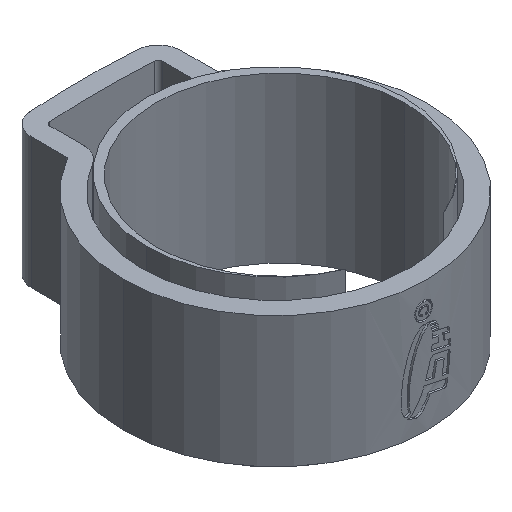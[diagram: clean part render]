
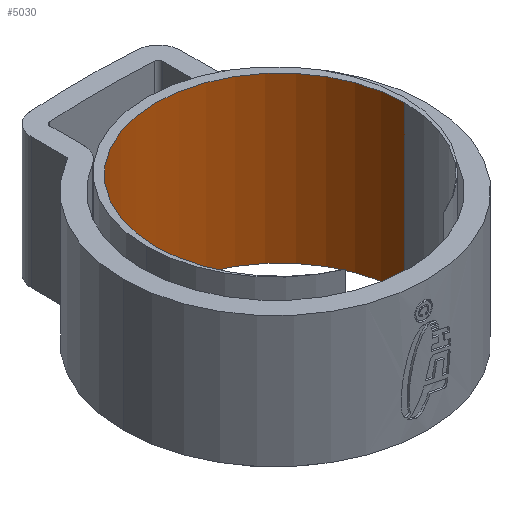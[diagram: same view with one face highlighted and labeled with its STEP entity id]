
A CAD part, isometric view. The second image highlights one B-rep face of the part: STEP entity #5030.
In plain terms, the highlighted cylindrical face has radius 6.66 mm (diameter 13.321 mm), a partial arc.
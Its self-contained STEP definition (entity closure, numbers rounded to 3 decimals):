
#31 = CARTESIAN_POINT ( 'NONE',  ( 0., -0.26, 4.4 ) ) ;
#203 = CIRCLE ( 'NONE', #5216, 6.66 ) ;
#261 = EDGE_CURVE ( 'NONE', #3683, #1413, #203, .T. ) ;
#380 = DIRECTION ( 'NONE',  ( 0., 0., -1. ) ) ;
#441 = DIRECTION ( 'NONE',  ( 0., 0., -1. ) ) ;
#582 = DIRECTION ( 'NONE',  ( 0., 0., -1. ) ) ;
#773 = EDGE_LOOP ( 'NONE', ( #1390, #3475, #2760, #3177 ) ) ;
#821 = CARTESIAN_POINT ( 'NONE',  ( 6.66, -0.26, 4.4 ) ) ;
#1063 = CYLINDRICAL_SURFACE ( 'NONE', #4766, 6.66 ) ;
#1078 = VECTOR ( 'NONE', #380, 1000. ) ;
#1246 = AXIS2_PLACEMENT_3D ( 'NONE', #2597, #441, #3408 ) ;
#1329 = VERTEX_POINT ( 'NONE', #2003 ) ;
#1390 = ORIENTED_EDGE ( 'NONE', *, *, #3813, .F. ) ;
#1413 = VERTEX_POINT ( 'NONE', #5422 ) ;
#1687 = CARTESIAN_POINT ( 'NONE',  ( -6.66, -0.26, 4.4 ) ) ;
#2003 = CARTESIAN_POINT ( 'NONE',  ( -6.66, -0.26, -4.4 ) ) ;
#2128 = LINE ( 'NONE', #821, #3964 ) ;
#2597 = CARTESIAN_POINT ( 'NONE',  ( 0., -0.26, -4.4 ) ) ;
#2702 = FACE_OUTER_BOUND ( 'NONE', #773, .T. ) ;
#2728 = EDGE_CURVE ( 'NONE', #1329, #3226, #3961, .T. ) ;
#2747 = CARTESIAN_POINT ( 'NONE',  ( 0., -0.26, 4.4 ) ) ;
#2760 = ORIENTED_EDGE ( 'NONE', *, *, #4696, .T. ) ;
#2923 = DIRECTION ( 'NONE',  ( 0., 0., -1. ) ) ;
#3177 = ORIENTED_EDGE ( 'NONE', *, *, #2728, .T. ) ;
#3226 = VERTEX_POINT ( 'NONE', #5276 ) ;
#3408 = DIRECTION ( 'NONE',  ( 1., 0., 0. ) ) ;
#3475 = ORIENTED_EDGE ( 'NONE', *, *, #261, .F. ) ;
#3683 = VERTEX_POINT ( 'NONE', #4468 ) ;
#3700 = DIRECTION ( 'NONE',  ( 1., 0., 0. ) ) ;
#3813 = EDGE_CURVE ( 'NONE', #1413, #3226, #2128, .T. ) ;
#3919 = DIRECTION ( 'NONE',  ( -1., 0., 0. ) ) ;
#3961 = CIRCLE ( 'NONE', #1246, 6.66 ) ;
#3964 = VECTOR ( 'NONE', #5437, 1000. ) ;
#4468 = CARTESIAN_POINT ( 'NONE',  ( -6.66, -0.26, 4.4 ) ) ;
#4696 = EDGE_CURVE ( 'NONE', #3683, #1329, #4914, .T. ) ;
#4766 = AXIS2_PLACEMENT_3D ( 'NONE', #2747, #582, #3919 ) ;
#4914 = LINE ( 'NONE', #1687, #1078 ) ;
#5030 = ADVANCED_FACE ( 'NONE', ( #2702 ), #1063, .F. ) ;
#5216 = AXIS2_PLACEMENT_3D ( 'NONE', #31, #2923, #3700 ) ;
#5276 = CARTESIAN_POINT ( 'NONE',  ( 6.66, -0.26, -4.4 ) ) ;
#5422 = CARTESIAN_POINT ( 'NONE',  ( 6.66, -0.26, 4.4 ) ) ;
#5437 = DIRECTION ( 'NONE',  ( 0., 0., -1. ) ) ;
